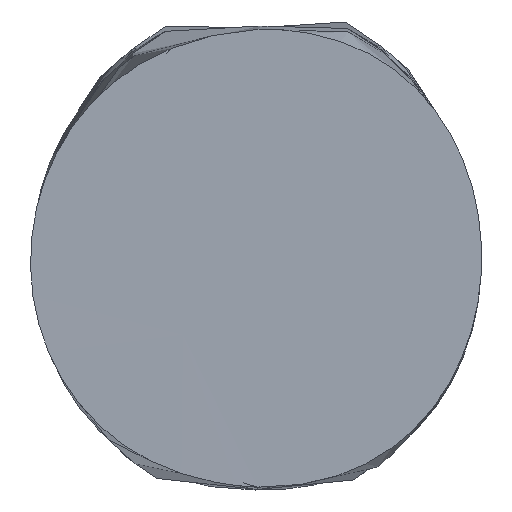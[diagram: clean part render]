
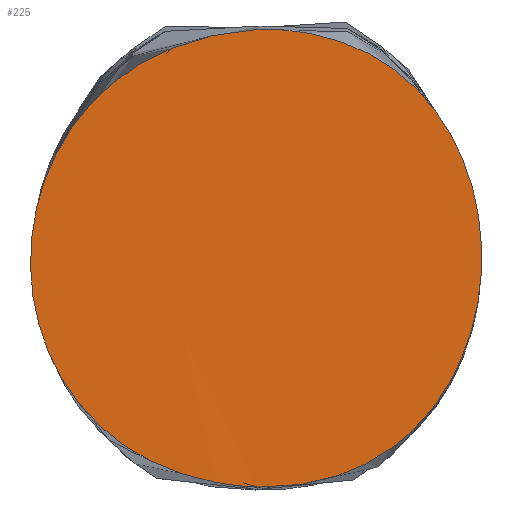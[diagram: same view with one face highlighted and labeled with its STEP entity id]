
A CAD part, front view. The second image highlights one B-rep face of the part: STEP entity #225.
In plain terms, the highlighted free-form (B-spline) face has degree [3, 3] with [4, 4] control points.
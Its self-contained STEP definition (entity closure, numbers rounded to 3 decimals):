
#58 = B_SPLINE_SURFACE_WITH_KNOTS('',3,3,(
    (#59,#60,#61,#62)
    ,(#63,#64,#65,#66)
    ,(#67,#68,#69,#70)
    ,(#71,#72,#73,#74
    )),.UNSPECIFIED.,.F.,.F.,.F.,(4,4),(4,4),(0.,1.),(0.,1.),
  .PIECEWISE_BEZIER_KNOTS.);
#59 = CARTESIAN_POINT('',(-0.034,1.039,
    -0.244));
#60 = CARTESIAN_POINT('',(-0.021,0.35,
    -0.238));
#61 = CARTESIAN_POINT('',(-0.025,-0.347,
    -0.251));
#62 = CARTESIAN_POINT('',(-0.026,-1.05,
    -0.253));
#63 = CARTESIAN_POINT('',(0.278,1.051,-0.229)
  );
#64 = CARTESIAN_POINT('',(0.269,0.334,-0.251)
  );
#65 = CARTESIAN_POINT('',(0.282,-0.363,-0.22
    ));
#66 = CARTESIAN_POINT('',(0.279,-1.042,-0.243)
  );
#67 = CARTESIAN_POINT('',(0.295,1.041,0.252));
#68 = CARTESIAN_POINT('',(0.284,0.366,0.262)
  );
#69 = CARTESIAN_POINT('',(0.284,-0.35,0.241)
  );
#70 = CARTESIAN_POINT('',(0.297,-1.057,0.246)
  );
#71 = CARTESIAN_POINT('',(-0.027,1.051,
    0.258));
#72 = CARTESIAN_POINT('',(-0.015,0.344,
    0.243));
#73 = CARTESIAN_POINT('',(-0.023,-0.339,
    0.253));
#74 = CARTESIAN_POINT('',(-0.028,-1.038,
    0.248));
#103 = B_SPLINE_SURFACE_WITH_KNOTS('',3,3,(
    (#104,#105,#106,#107)
    ,(#108,#109,#110,#111)
    ,(#112,#113,#114,#115)
    ,(#116,#117,#118,#119
    )),.UNSPECIFIED.,.F.,.F.,.F.,(4,4),(4,4),(0.,1.),(0.,1.),
  .PIECEWISE_BEZIER_KNOTS.);
#104 = CARTESIAN_POINT('',(0.023,1.055,
    0.254));
#105 = CARTESIAN_POINT('',(0.016,0.351,
    0.251));
#106 = CARTESIAN_POINT('',(0.019,-0.351,
    0.25));
#107 = CARTESIAN_POINT('',(0.034,-1.05,
    0.247));
#108 = CARTESIAN_POINT('',(-0.302,1.045,0.248
    ));
#109 = CARTESIAN_POINT('',(-0.285,0.351,0.236
    ));
#110 = CARTESIAN_POINT('',(-0.299,-0.351,
    0.242));
#111 = CARTESIAN_POINT('',(-0.298,-1.062,0.233
    ));
#112 = CARTESIAN_POINT('',(-0.28,1.053,
    -0.236));
#113 = CARTESIAN_POINT('',(-0.295,0.343,
    -0.237));
#114 = CARTESIAN_POINT('',(-0.276,-0.362,
    -0.245));
#115 = CARTESIAN_POINT('',(-0.287,-1.053,
    -0.237));
#116 = CARTESIAN_POINT('',(0.026,1.046,
    -0.24));
#117 = CARTESIAN_POINT('',(0.03,0.348,
    -0.246));
#118 = CARTESIAN_POINT('',(0.019,-0.354,
    -0.237));
#119 = CARTESIAN_POINT('',(0.04,-1.059,
    -0.255));
#134 = VERTEX_POINT('',#135);
#135 = CARTESIAN_POINT('',(0.001,-1.001,
    0.225));
#158 = EDGE_CURVE('',#134,#159,#161,.T.);
#159 = VERTEX_POINT('',#160);
#160 = CARTESIAN_POINT('',(-0.001,-0.999,
    -0.218));
#161 = SURFACE_CURVE('',#162,(#167,#177),.PCURVE_S1.);
#162 = B_SPLINE_CURVE_WITH_KNOTS('',3,(#163,#164,#165,#166),
  .UNSPECIFIED.,.F.,.F.,(4,4),(0.,1.),.PIECEWISE_BEZIER_KNOTS.);
#163 = CARTESIAN_POINT('',(0.001,-1.001,
    0.225));
#164 = CARTESIAN_POINT('',(-0.29,-0.998,
    0.207));
#165 = CARTESIAN_POINT('',(-0.297,-1.001,
    -0.204));
#166 = CARTESIAN_POINT('',(-0.001,-0.999,
    -0.218));
#167 = PCURVE('',#103,#168);
#168 = DEFINITIONAL_REPRESENTATION('',(#169),#176);
#169 = B_SPLINE_CURVE_WITH_KNOTS('',5,(#170,#171,#172,#173,#174,#175),
  .UNSPECIFIED.,.F.,.F.,(6,6),(0.,1.),.PIECEWISE_BEZIER_KNOTS.);
#170 = CARTESIAN_POINT('',(0.036,0.976));
#171 = CARTESIAN_POINT('',(0.225,0.973));
#172 = CARTESIAN_POINT('',(0.459,0.972));
#173 = CARTESIAN_POINT('',(0.531,0.973));
#174 = CARTESIAN_POINT('',(0.754,0.974));
#175 = CARTESIAN_POINT('',(0.952,0.972));
#176 = ( GEOMETRIC_REPRESENTATION_CONTEXT(2) 
PARAMETRIC_REPRESENTATION_CONTEXT() REPRESENTATION_CONTEXT('2D SPACE',''
  ) );
#177 = PCURVE('',#178,#195);
#178 = B_SPLINE_SURFACE_WITH_KNOTS('',3,3,(
    (#179,#180,#181,#182)
    ,(#183,#184,#185,#186)
    ,(#187,#188,#189,#190)
    ,(#191,#192,#193,#194
    )),.UNSPECIFIED.,.F.,.F.,.F.,(4,4),(4,4),(0.,1.),(0.,1.),
  .PIECEWISE_BEZIER_KNOTS.);
#179 = CARTESIAN_POINT('',(-0.217,-1.,
    -0.223));
#180 = CARTESIAN_POINT('',(-0.217,-1.001,
    -0.074));
#181 = CARTESIAN_POINT('',(-0.216,-1.,
    0.076));
#182 = CARTESIAN_POINT('',(-0.216,-1.001,0.226
    ));
#183 = CARTESIAN_POINT('',(-0.068,-0.998,
    -0.222));
#184 = CARTESIAN_POINT('',(-0.066,-1.001,
    -0.071));
#185 = CARTESIAN_POINT('',(-0.065,-0.998,
    0.074));
#186 = CARTESIAN_POINT('',(-0.066,-1.,
    0.225));
#187 = CARTESIAN_POINT('',(0.084,-0.999,
    -0.22));
#188 = CARTESIAN_POINT('',(0.086,-0.999,
    -0.074));
#189 = CARTESIAN_POINT('',(0.085,-1.,
    0.077));
#190 = CARTESIAN_POINT('',(0.086,-0.999,
    0.224));
#191 = CARTESIAN_POINT('',(0.235,-1.,
    -0.222));
#192 = CARTESIAN_POINT('',(0.234,-0.999,
    -0.072));
#193 = CARTESIAN_POINT('',(0.237,-1.,
    0.078));
#194 = CARTESIAN_POINT('',(0.236,-1.,0.226
    ));
#195 = DEFINITIONAL_REPRESENTATION('',(#196),#201);
#196 = B_SPLINE_CURVE_WITH_KNOTS('',3,(#197,#198,#199,#200),
  .UNSPECIFIED.,.F.,.F.,(4,4),(0.,1.),.PIECEWISE_BEZIER_KNOTS.);
#197 = CARTESIAN_POINT('',(0.48,0.999));
#198 = CARTESIAN_POINT('',(-0.162,0.96));
#199 = CARTESIAN_POINT('',(-0.174,0.042));
#200 = CARTESIAN_POINT('',(0.48,0.007));
#201 = ( GEOMETRIC_REPRESENTATION_CONTEXT(2) 
PARAMETRIC_REPRESENTATION_CONTEXT() REPRESENTATION_CONTEXT('2D SPACE',''
  ) );
#225 = ADVANCED_FACE('',(#226),#178,.T.);
#226 = FACE_BOUND('',#227,.T.);
#227 = EDGE_LOOP('',(#228,#229));
#228 = ORIENTED_EDGE('',*,*,#158,.T.);
#229 = ORIENTED_EDGE('',*,*,#230,.T.);
#230 = EDGE_CURVE('',#159,#134,#231,.T.);
#231 = SURFACE_CURVE('',#232,(#237,#247),.PCURVE_S1.);
#232 = B_SPLINE_CURVE_WITH_KNOTS('',3,(#233,#234,#235,#236),
  .UNSPECIFIED.,.F.,.F.,(4,4),(0.,1.),.PIECEWISE_BEZIER_KNOTS.);
#233 = CARTESIAN_POINT('',(-0.001,-0.999,
    -0.218));
#234 = CARTESIAN_POINT('',(0.287,-1.,-0.224
    ));
#235 = CARTESIAN_POINT('',(0.289,-1.,0.229)
  );
#236 = CARTESIAN_POINT('',(0.001,-1.001,
    0.225));
#237 = PCURVE('',#178,#238);
#238 = DEFINITIONAL_REPRESENTATION('',(#239),#246);
#239 = B_SPLINE_CURVE_WITH_KNOTS('',5,(#240,#241,#242,#243,#244,#245),
  .UNSPECIFIED.,.F.,.F.,(6,6),(0.,1.),.PIECEWISE_BEZIER_KNOTS.);
#240 = CARTESIAN_POINT('',(0.48,0.007));
#241 = CARTESIAN_POINT('',(0.861,-0.002));
#242 = CARTESIAN_POINT('',(1.053,0.303));
#243 = CARTESIAN_POINT('',(1.053,0.696));
#244 = CARTESIAN_POINT('',(0.862,1.006));
#245 = CARTESIAN_POINT('',(0.48,0.999));
#246 = ( GEOMETRIC_REPRESENTATION_CONTEXT(2) 
PARAMETRIC_REPRESENTATION_CONTEXT() REPRESENTATION_CONTEXT('2D SPACE',''
  ) );
#247 = PCURVE('',#58,#248);
#248 = DEFINITIONAL_REPRESENTATION('',(#249),#256);
#249 = B_SPLINE_CURVE_WITH_KNOTS('',5,(#250,#251,#252,#253,#254,#255),
  .UNSPECIFIED.,.F.,.F.,(6,6),(0.,1.),.PIECEWISE_BEZIER_KNOTS.);
#250 = CARTESIAN_POINT('',(0.033,0.976));
#251 = CARTESIAN_POINT('',(0.233,0.978));
#252 = CARTESIAN_POINT('',(0.454,0.977));
#253 = CARTESIAN_POINT('',(0.551,0.976));
#254 = CARTESIAN_POINT('',(0.777,0.977));
#255 = CARTESIAN_POINT('',(0.967,0.982));
#256 = ( GEOMETRIC_REPRESENTATION_CONTEXT(2) 
PARAMETRIC_REPRESENTATION_CONTEXT() REPRESENTATION_CONTEXT('2D SPACE',''
  ) );
